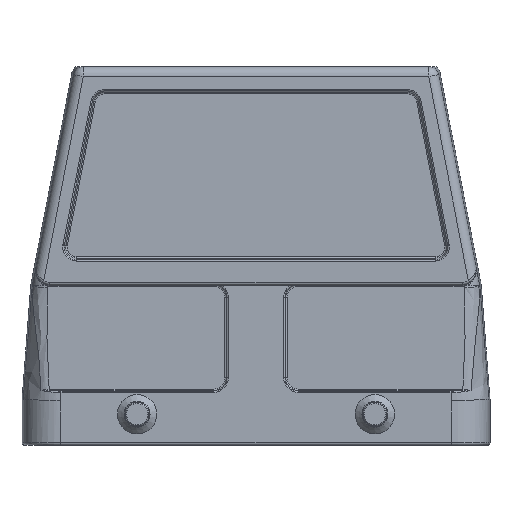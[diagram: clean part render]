
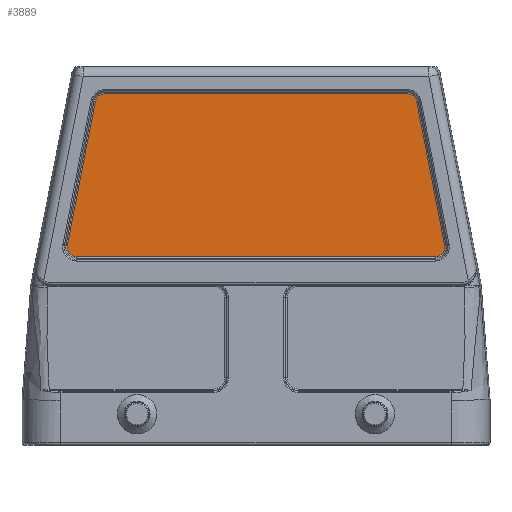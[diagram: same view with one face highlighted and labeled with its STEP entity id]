
A CAD part, front view. The second image highlights one B-rep face of the part: STEP entity #3889.
In plain terms, the highlighted planar face has unit normal (0, -1, 0).
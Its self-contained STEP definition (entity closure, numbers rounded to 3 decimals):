
#3889=ADVANCED_FACE('',(#4602),#4417,.F.);
#4417=PLANE('',#14629);
#4602=FACE_OUTER_BOUND('',#5118,.T.);
#5118=EDGE_LOOP('',(#5892,#5893,#5894,#5895,#5896,#5897,#5898,#5899));
#5892=ORIENTED_EDGE('',*,*,#9220,.T.);
#5893=ORIENTED_EDGE('',*,*,#9221,.T.);
#5894=ORIENTED_EDGE('',*,*,#9222,.T.);
#5895=ORIENTED_EDGE('',*,*,#9223,.T.);
#5896=ORIENTED_EDGE('',*,*,#9224,.T.);
#5897=ORIENTED_EDGE('',*,*,#9225,.T.);
#5898=ORIENTED_EDGE('',*,*,#9226,.T.);
#5899=ORIENTED_EDGE('',*,*,#9227,.T.);
#8420=VERTEX_POINT('',#19943);
#8421=VERTEX_POINT('',#19944);
#8422=VERTEX_POINT('',#19946);
#8423=VERTEX_POINT('',#19948);
#8424=VERTEX_POINT('',#19950);
#8425=VERTEX_POINT('',#19952);
#8426=VERTEX_POINT('',#19954);
#8427=VERTEX_POINT('',#19956);
#9220=EDGE_CURVE('',#8420,#8421,#12229,.T.);
#9221=EDGE_CURVE('',#8421,#8422,#10339,.T.);
#9222=EDGE_CURVE('',#8422,#8423,#12230,.T.);
#9223=EDGE_CURVE('',#8423,#8424,#10340,.T.);
#9224=EDGE_CURVE('',#8424,#8425,#12231,.T.);
#9225=EDGE_CURVE('',#8425,#8426,#10341,.T.);
#9226=EDGE_CURVE('',#8426,#8427,#12232,.T.);
#9227=EDGE_CURVE('',#8427,#8420,#10342,.T.);
#10339=CIRCLE('',#14625,1.835);
#10340=CIRCLE('',#14626,1.835);
#10341=CIRCLE('',#14627,1.835);
#10342=CIRCLE('',#14628,1.835);
#12229=LINE('',#19942,#12868);
#12230=LINE('',#19947,#12869);
#12231=LINE('',#19951,#12870);
#12232=LINE('',#19955,#12871);
#12868=VECTOR('',#15816,1.);
#12869=VECTOR('',#15819,1.);
#12870=VECTOR('',#15822,1.);
#12871=VECTOR('',#15825,1.);
#14625=AXIS2_PLACEMENT_3D('',#19945,#15817,#15818);
#14626=AXIS2_PLACEMENT_3D('',#19949,#15820,#15821);
#14627=AXIS2_PLACEMENT_3D('',#19953,#15823,#15824);
#14628=AXIS2_PLACEMENT_3D('',#19957,#15826,#15827);
#14629=AXIS2_PLACEMENT_3D('',#19958,#15828,#15829);
#15816=DIRECTION('',(-0.191,0.,0.982));
#15817=DIRECTION('',(0.,-1.,0.));
#15818=DIRECTION('',(0.,0.,1.));
#15819=DIRECTION('',(-1.,0.,0.));
#15820=DIRECTION('',(0.,-1.,0.));
#15821=DIRECTION('',(0.,0.,1.));
#15822=DIRECTION('',(-0.191,0.,-0.982));
#15823=DIRECTION('',(0.,-1.,0.));
#15824=DIRECTION('',(0.,0.,1.));
#15825=DIRECTION('',(1.,0.,0.));
#15826=DIRECTION('',(0.,-1.,0.));
#15827=DIRECTION('',(0.,0.,1.));
#15828=DIRECTION('',(0.,1.,0.));
#15829=DIRECTION('',(0.,0.,-1.));
#19942=CARTESIAN_POINT('',(32.095,-21.25,59.55));
#19943=CARTESIAN_POINT('',(37.703,-21.25,30.7));
#19944=CARTESIAN_POINT('',(32.095,-21.25,59.55));
#19945=CARTESIAN_POINT('',(30.294,-21.25,59.2));
#19946=CARTESIAN_POINT('',(30.294,-21.25,61.035));
#19947=CARTESIAN_POINT('',(-30.294,-21.25,61.035));
#19948=CARTESIAN_POINT('',(-30.294,-21.25,61.035));
#19949=CARTESIAN_POINT('',(-30.294,-21.25,59.2));
#19950=CARTESIAN_POINT('',(-32.095,-21.25,59.55));
#19951=CARTESIAN_POINT('',(-37.703,-21.25,30.7));
#19952=CARTESIAN_POINT('',(-37.703,-21.25,30.7));
#19953=CARTESIAN_POINT('',(-35.902,-21.25,30.35));
#19954=CARTESIAN_POINT('',(-35.902,-21.25,28.515));
#19955=CARTESIAN_POINT('',(35.902,-21.25,28.515));
#19956=CARTESIAN_POINT('',(35.902,-21.25,28.515));
#19957=CARTESIAN_POINT('',(35.902,-21.25,30.35));
#19958=CARTESIAN_POINT('',(30.294,-21.25,59.2));
